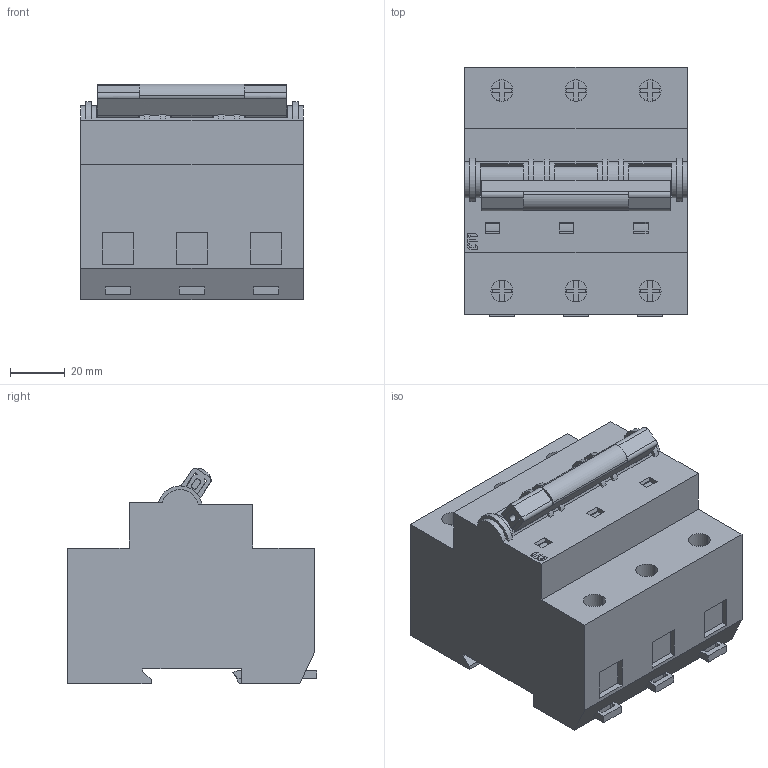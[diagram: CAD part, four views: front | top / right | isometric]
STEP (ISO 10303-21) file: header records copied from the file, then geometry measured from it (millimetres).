
FILE_DESCRIPTION((''),'2;1');
FILE_NAME('ASTI_MCB_ETIMAT10_3P_ASM_1_ASM__ASM','2022-11-22T10:36:26',('klemen.sitar'),('Audax d.o.o.'),'CREO PARAMETRIC BY PTC INC, 2021304','CREO PARAMETRIC BY PTC INC, 2021304','');
FILE_SCHEMA(('AP242_MANAGED_MODEL_BASED_3D_ENGINEERING_MIM_LF { 1 0 10303 442 1 1 4 }'));
Length unit declared in the file: millimetre
Products named in the file (2): ASTI_MCB_ETIMAT10_100A_3P_2_1; ASTI_MCB_ETIMAT10_3P_ASM_1_ASM__ASM
Assembly tree (1 placements, depth 2):
  ASTI_MCB_ETIMAT10_3P_ASM_1_ASM__ASM
    ASTI_MCB_ETIMAT10_100A_3P_2_1
Bounding box: 81 x 90.8 x 78.64 mm (x, y, z)
Volume: 405639.3 mm3; surface area: 44284.2 mm2
Topology: 1 solids, 1 shells, 425 faces, 1289 edges, 882 vertices
Faces by surface type: plane 333, cylinder 92
Entity records: 20064 total; most frequent: CARTESIAN_POINT 2660, ORIENTED_EDGE 2578, DIRECTION 2419, PRESENTATION_STYLE_ASSIGNMENT 1439, STYLED_ITEM 1292, CURVE_STYLE 1291, EDGE_CURVE 1289, VECTOR 991
